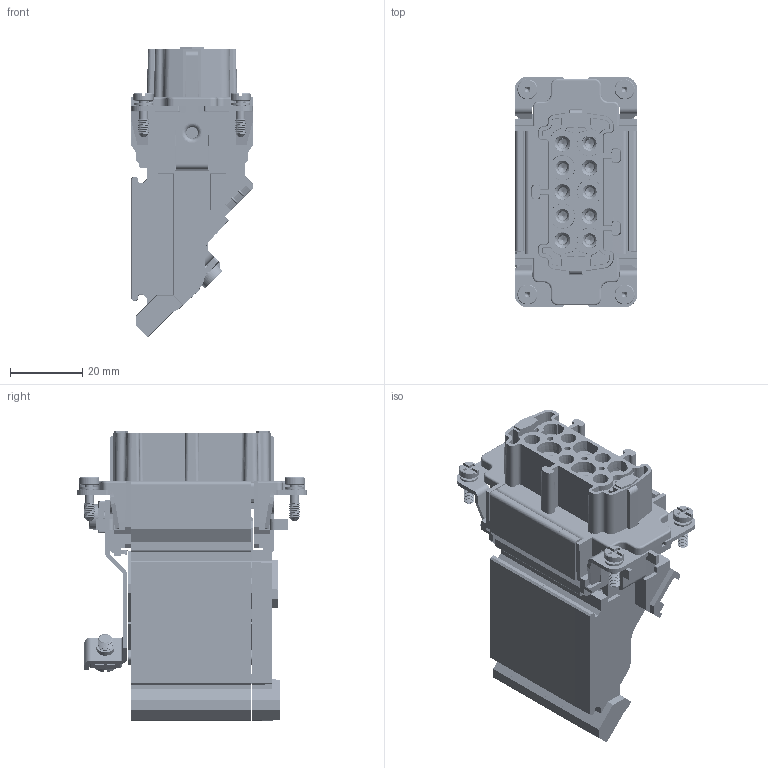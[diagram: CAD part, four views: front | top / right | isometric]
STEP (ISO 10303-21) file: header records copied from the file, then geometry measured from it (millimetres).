
FILE_DESCRIPTION(/* description */ (''),/* implementation_level */ '2;1');
FILE_NAME(/* name */ 'HE-010-FQ.AV.L.stp',/* time_stamp */ '2023-08-11T08:35:53+08:00',/* author */ (''),/* organization */ (''),/* preprocessor_version */ 'ST-DEVELOPER v18.1',/* originating_system */ 'SIEMENS PLM Software NX 1980',/* authorisation */ '');
FILE_SCHEMA (('AUTOMOTIVE_DESIGN { 1 0 10303 214 3 1 1 1 }'));
Products named in the file (1): _model1
Bounding box: 34.07 x 64 x 80.48 mm (x, y, z)
Volume: 49526.9 mm3; surface area: 70536.7 mm2
Topology: 10 solids, 24 shells, 6565 faces, 19245 edges, 12612 vertices
Faces by surface type: plane 4121, cylinder 1659, cone 446, torus 151, bspline 147, revolution 40, extrusion 1
Full cylindrical faces by diameter (mm): 2 x8, 2.4 x4, 2.9 x10, 4.5 x10, 5.6 x4
Entity records: 272590 total; most frequent: CARTESIAN_POINT 69656, ORIENTED_EDGE 38138, DIRECTION 31752, EDGE_CURVE 19069, VERTEX_POINT 12556, VECTOR 12160, LINE 12159, AXIS2_PLACEMENT_3D 9776
